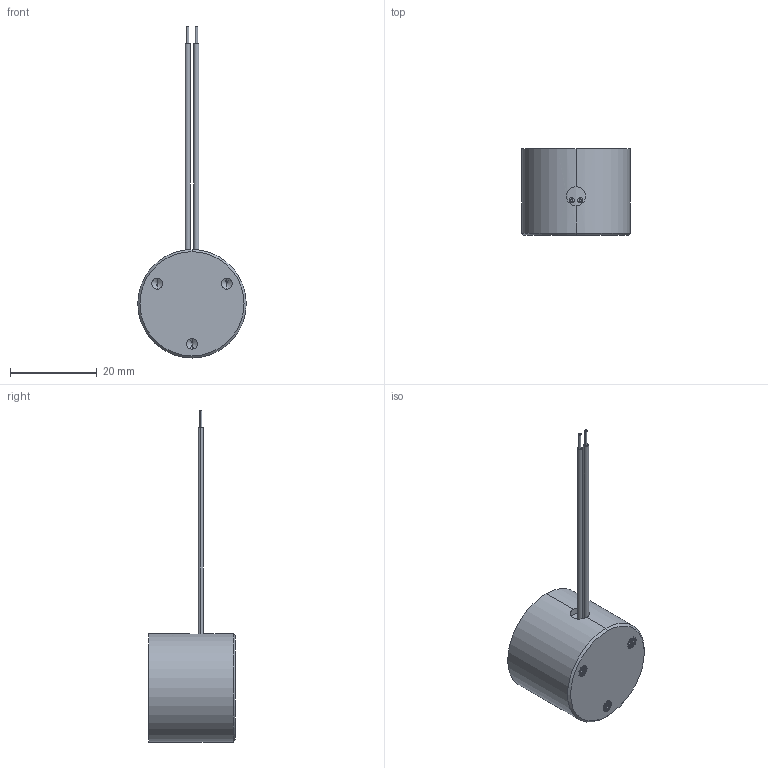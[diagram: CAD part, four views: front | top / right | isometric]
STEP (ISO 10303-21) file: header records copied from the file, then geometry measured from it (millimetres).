
FILE_DESCRIPTION (( 'STEP AP203' ), '1' );
FILE_NAME ('ET2520.STEP', '2017-06-08T07:31:23', ( 'user' ), ( '' ), 'SwSTEP 2.0', 'SolidWorks 2011', '' );
FILE_SCHEMA (( 'CONFIG_CONTROL_DESIGN' ));
Length unit declared in the file: millimetre
Products named in the file (5): ET2520灌膠; 單引線; ET2520; ET2520線圈組; BD08203R
Assembly tree (5 placements, depth 2):
  ET2520
    ET2520灌膠
    單引線  x2
    ET2520線圈組
    BD08203R
Bounding box: 25 x 20 x 76.5 mm (x, y, z)
Volume: 10839.6 mm3; surface area: 8211.8 mm2
Topology: 5 solids, 5 shells, 223 faces, 530 edges, 316 vertices
Faces by surface type: cone 118, cylinder 83, plane 20, torus 2
Entity records: 6918 total; most frequent: DIRECTION 1241, CARTESIAN_POINT 1166, ORIENTED_EDGE 1024, AXIS2_PLACEMENT_3D 513, EDGE_CURVE 512, VERTEX_POINT 308, CIRCLE 289, EDGE_LOOP 226
